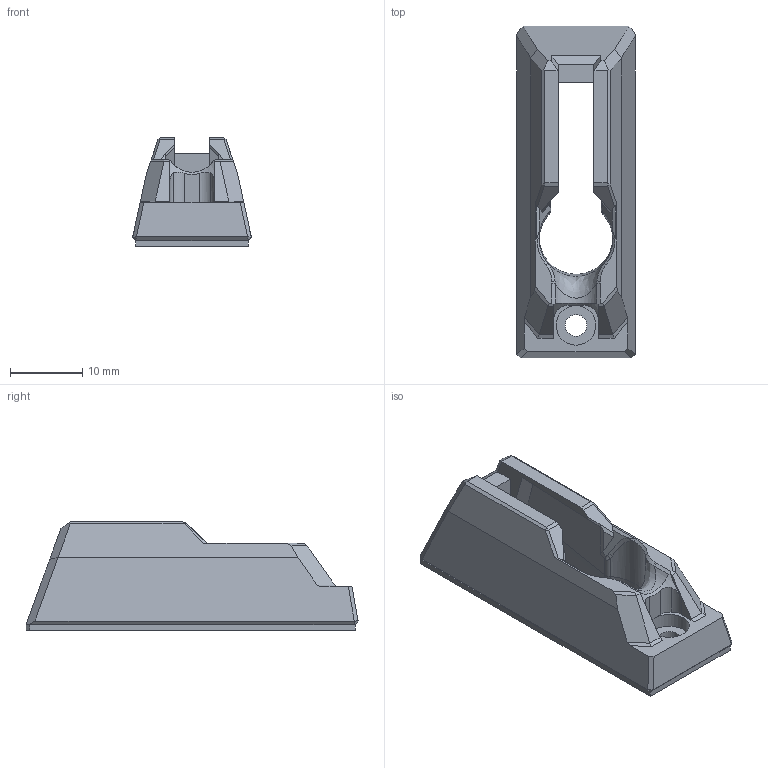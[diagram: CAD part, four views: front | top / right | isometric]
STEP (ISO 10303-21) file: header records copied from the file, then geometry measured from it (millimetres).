
FILE_DESCRIPTION(('HOOPS Exchange Step'),'2;1');
FILE_NAME('temp_export','2026-04-02T16:41:09-05:00',('mobile'),('Shapr3D Limited'),'HOOPS Exchange 2025.9','Shapr3D','Authorized');
FILE_SCHEMA( ('AP242_MANAGED_MODEL_BASED_3D_ENGINEERING_MIM_LF {1 0 10303 442 1 1 4}') );
Length unit declared in the file: millimetre
Products named in the file (2): Magazine; root
Assembly tree (1 placements, depth 2):
  root
    Magazine
Bounding box: 16.39 x 45.91 x 15.03 mm (x, y, z)
Volume: 4235.8 mm3; surface area: 3236.6 mm2
Topology: 1 solids, 1 shells, 130 faces, 352 edges, 223 vertices
Faces by surface type: plane 89, bspline 21, cylinder 12, cone 5, torus 3
Full cylindrical faces by diameter (mm): 3 x1, 5.5 x1
Entity records: 7095 total; most frequent: CARTESIAN_POINT 3990, ORIENTED_EDGE 704, DIRECTION 515, EDGE_CURVE 352, VECTOR 249, LINE 249, VERTEX_POINT 223, AXIS2_PLACEMENT_3D 133
